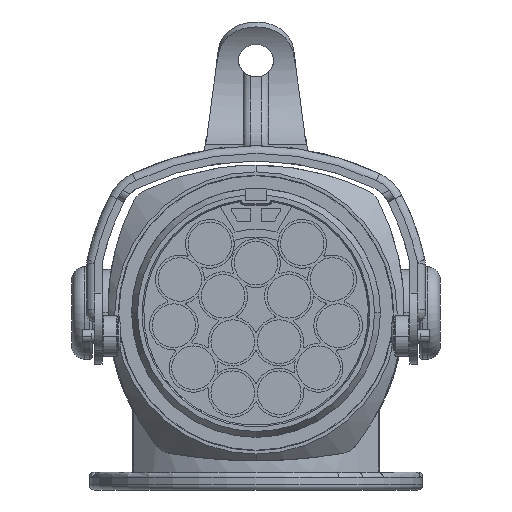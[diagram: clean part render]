
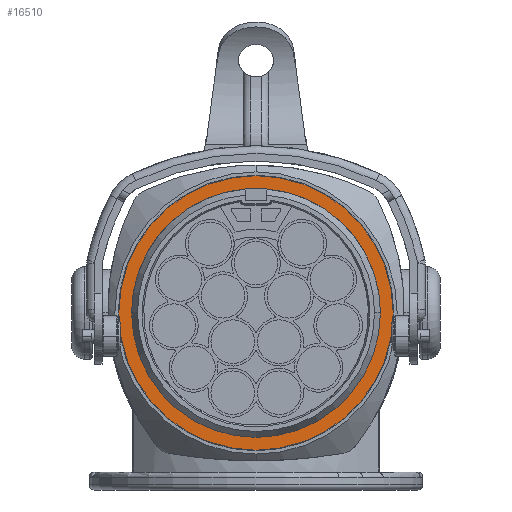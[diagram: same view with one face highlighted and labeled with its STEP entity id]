
A CAD part, front view. The second image highlights one B-rep face of the part: STEP entity #16510.
In plain terms, the highlighted planar face has unit normal (0, -1, 0).
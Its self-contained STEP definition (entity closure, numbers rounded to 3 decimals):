
#5640=CARTESIAN_POINT('',(0.,46.2,0.));
#5641=DIRECTION('',(0.,1.,0.));
#5642=DIRECTION('',(-1.,0.,0.));
#5643=AXIS2_PLACEMENT_3D('',#5640,#5641,#5642);
#5645=CARTESIAN_POINT('',(0.,46.2,0.));
#5646=DIRECTION('',(0.,1.,0.));
#5647=DIRECTION('',(1.,0.,0.));
#5648=AXIS2_PLACEMENT_3D('',#5645,#5646,#5647);
#5650=CARTESIAN_POINT('',(0.,46.2,0.));
#5651=DIRECTION('',(0.,1.,0.));
#5652=DIRECTION('',(1.,0.,0.));
#5653=AXIS2_PLACEMENT_3D('',#5650,#5651,#5652);
#5659=CARTESIAN_POINT('',(0.,46.2,0.));
#5660=DIRECTION('',(0.,1.,0.));
#5661=DIRECTION('',(-1.,0.,0.));
#5662=AXIS2_PLACEMENT_3D('',#5659,#5660,#5661);
#9277=CARTESIAN_POINT('',(-26.75,46.2,0.));
#9278=CARTESIAN_POINT('',(26.75,46.2,0.));
#9279=VERTEX_POINT('',#9277);
#9280=VERTEX_POINT('',#9278);
#9281=CARTESIAN_POINT('',(24.25,46.2,0.));
#9282=CARTESIAN_POINT('',(-24.25,46.2,0.));
#9283=VERTEX_POINT('',#9281);
#9284=VERTEX_POINT('',#9282);
#16495=CARTESIAN_POINT('',(0.,46.2,0.));
#16496=DIRECTION('',(0.,1.,0.));
#16497=DIRECTION('',(-1.,0.,0.));
#16498=AXIS2_PLACEMENT_3D('',#16495,#16496,#16497);
#16499=PLANE('',#16498);
#16500=ORIENTED_EDGE('',*,*,#16475,.T.);
#16501=ORIENTED_EDGE('',*,*,#16489,.T.);
#16502=EDGE_LOOP('',(#16500,#16501));
#16503=FACE_OUTER_BOUND('',#16502,.F.);
#16505=ORIENTED_EDGE('',*,*,#16504,.F.);
#16507=ORIENTED_EDGE('',*,*,#16506,.F.);
#16508=EDGE_LOOP('',(#16505,#16507));
#16509=FACE_BOUND('',#16508,.F.);
#16510=ADVANCED_FACE('',(#16503,#16509),#16499,.F.);
#5644=CIRCLE('',#5643,26.75);
#5649=CIRCLE('',#5648,26.75);
#5654=CIRCLE('',#5653,24.25);
#5663=CIRCLE('',#5662,24.25);
#16475=EDGE_CURVE('',#9279,#9280,#5644,.T.);
#16489=EDGE_CURVE('',#9280,#9279,#5649,.T.);
#16504=EDGE_CURVE('',#9283,#9284,#5654,.T.);
#16506=EDGE_CURVE('',#9284,#9283,#5663,.T.);
